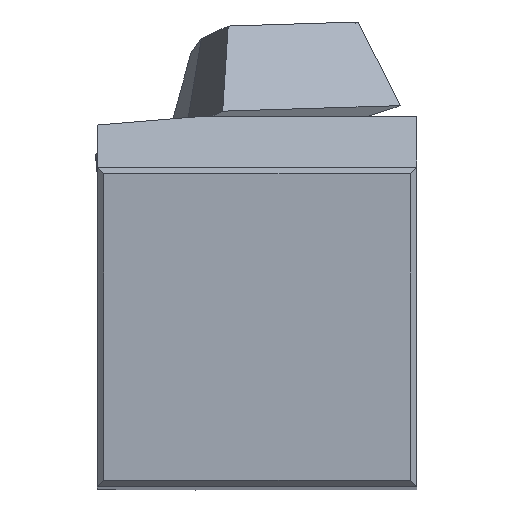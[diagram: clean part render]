
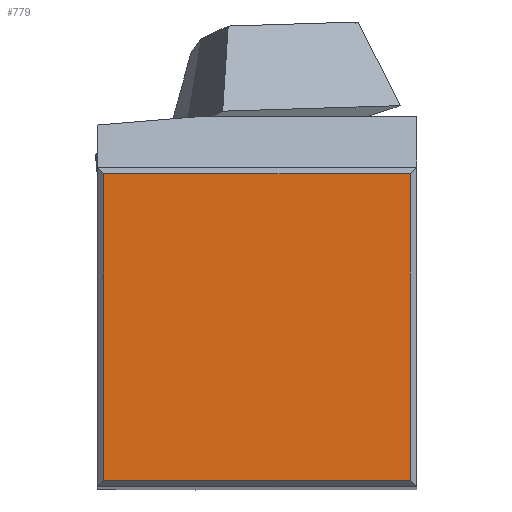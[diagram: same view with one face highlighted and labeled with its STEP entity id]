
A CAD part, top view. The second image highlights one B-rep face of the part: STEP entity #779.
In plain terms, the highlighted planar face has unit normal (0, 0, 1).
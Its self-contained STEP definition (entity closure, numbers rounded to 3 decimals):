
#113=DIRECTION('',(-1.,0.,0.));
#114=VECTOR('',#113,24.);
#115=CARTESIAN_POINT('',(-0.5,24.5,0.));
#116=LINE('',#115,#114);
#120=DIRECTION('',(0.,1.,0.));
#121=VECTOR('',#120,24.);
#122=CARTESIAN_POINT('',(-0.5,0.5,0.));
#123=LINE('',#122,#121);
#127=DIRECTION('',(1.,0.,0.));
#128=VECTOR('',#127,24.);
#129=CARTESIAN_POINT('',(-24.5,0.5,0.));
#130=LINE('',#129,#128);
#134=DIRECTION('',(0.,-1.,0.));
#135=VECTOR('',#134,24.);
#136=CARTESIAN_POINT('',(-24.5,24.5,0.));
#137=LINE('',#136,#135);
#684=CARTESIAN_POINT('',(-0.5,24.5,0.));
#685=CARTESIAN_POINT('',(-24.5,24.5,0.));
#686=VERTEX_POINT('',#684);
#687=VERTEX_POINT('',#685);
#694=CARTESIAN_POINT('',(-0.5,0.5,0.));
#695=VERTEX_POINT('',#694);
#698=CARTESIAN_POINT('',(-24.5,0.5,0.));
#699=VERTEX_POINT('',#698);
#764=CARTESIAN_POINT('',(0.,0.,0.));
#765=DIRECTION('',(0.,0.,-1.));
#766=DIRECTION('',(0.,1.,0.));
#767=AXIS2_PLACEMENT_3D('',#764,#765,#766);
#768=PLANE('',#767);
#770=ORIENTED_EDGE('',*,*,#769,.F.);
#772=ORIENTED_EDGE('',*,*,#771,.F.);
#774=ORIENTED_EDGE('',*,*,#773,.F.);
#776=ORIENTED_EDGE('',*,*,#775,.F.);
#777=EDGE_LOOP('',(#770,#772,#774,#776));
#778=FACE_OUTER_BOUND('',#777,.F.);
#769=EDGE_CURVE('',#686,#687,#116,.T.);
#771=EDGE_CURVE('',#695,#686,#123,.T.);
#773=EDGE_CURVE('',#699,#695,#130,.T.);
#775=EDGE_CURVE('',#687,#699,#137,.T.);
#779=ADVANCED_FACE('',(#778),#768,.F.);
